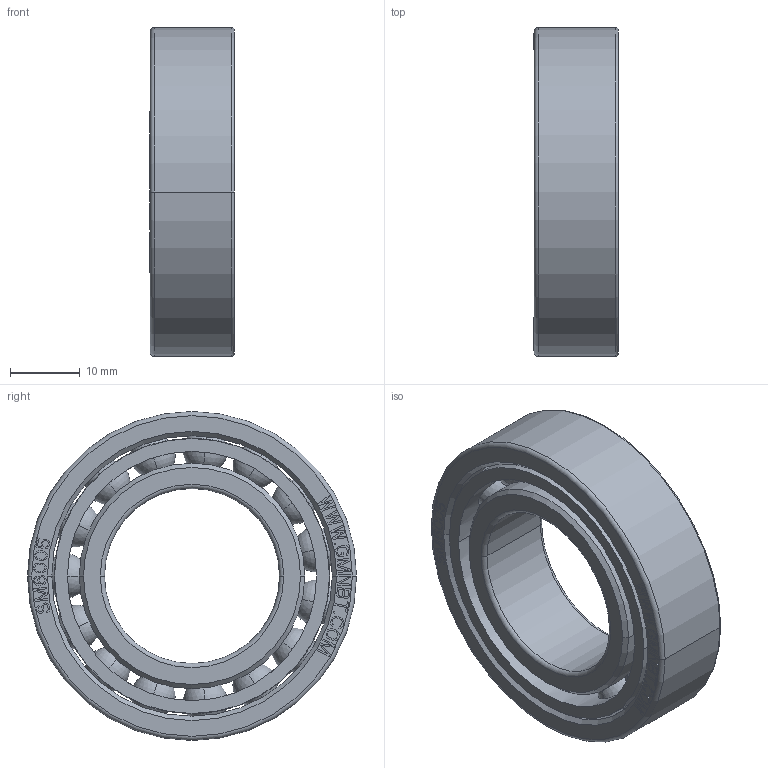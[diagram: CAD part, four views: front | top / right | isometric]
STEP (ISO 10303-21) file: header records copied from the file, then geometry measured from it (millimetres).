
FILE_DESCRIPTION((''),'2;1');
FILE_NAME('SM6005_PRT','2014-03-19T',('sales 4'),(''),'PRO/ENGINEER BY PARAMETRIC TECHNOLOGY CORPORATION, 2013150','PRO/ENGINEER BY PARAMETRIC TECHNOLOGY CORPORATION, 2013150','');
FILE_SCHEMA(('AUTOMOTIVE_DESIGN { 1 0 10303 214 1 1 1 1 }'));
Length unit declared in the file: millimetre
Products named in the file (1): SM6005_PRT
Bounding box: 12.01 x 47 x 47 mm (x, y, z)
Volume: 11619.5 mm3; surface area: 11237.9 mm2
Topology: 3 solids, 3 shells, 700 faces, 1955 edges, 1254 vertices
Faces by surface type: plane 544, cylinder 74, sphere 60, torus 12, cone 10
Entity records: 34538 total; most frequent: CARTESIAN_POINT 10912, ORIENTED_EDGE 3790, DIRECTION 3355, PRESENTATION_STYLE_ASSIGNMENT 1927, STYLED_ITEM 1898, CURVE_STYLE 1895, EDGE_CURVE 1895, VECTOR 1595
